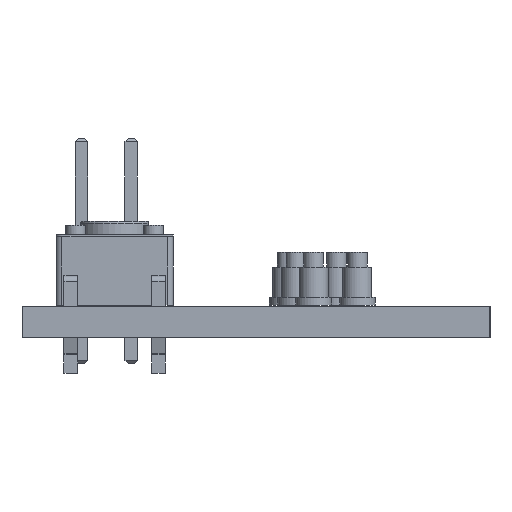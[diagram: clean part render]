
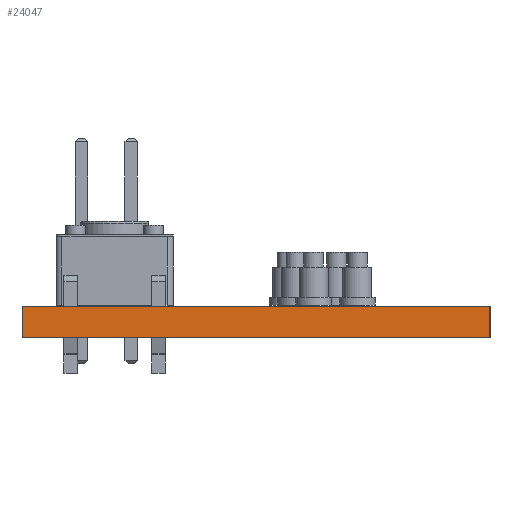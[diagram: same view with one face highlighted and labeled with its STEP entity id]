
A CAD part, left-side view. The second image highlights one B-rep face of the part: STEP entity #24047.
In plain terms, the highlighted planar face has unit normal (-1, 0, 0).
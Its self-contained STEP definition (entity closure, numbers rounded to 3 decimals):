
#24047 = ADVANCED_FACE('',(#24048),#24062,.T.);
#24048 = FACE_BOUND('',#24049,.T.);
#24049 = EDGE_LOOP('',(#24050,#24085,#24113,#24141));
#24050 = ORIENTED_EDGE('',*,*,#24051,.T.);
#24051 = EDGE_CURVE('',#24052,#24054,#24056,.T.);
#24052 = VERTEX_POINT('',#24053);
#24053 = CARTESIAN_POINT('',(-23.5,-12.,0.));
#24054 = VERTEX_POINT('',#24055);
#24055 = CARTESIAN_POINT('',(-23.5,-12.,1.6));
#24056 = SURFACE_CURVE('',#24057,(#24061,#24073),.PCURVE_S1.);
#24057 = LINE('',#24058,#24059);
#24058 = CARTESIAN_POINT('',(-23.5,-12.,0.));
#24059 = VECTOR('',#24060,1.);
#24060 = DIRECTION('',(0.,0.,1.));
#24061 = PCURVE('',#24062,#24067);
#24062 = PLANE('',#24063);
#24063 = AXIS2_PLACEMENT_3D('',#24064,#24065,#24066);
#24064 = CARTESIAN_POINT('',(-23.5,-12.,0.));
#24065 = DIRECTION('',(-1.,0.,0.));
#24066 = DIRECTION('',(0.,1.,0.));
#24067 = DEFINITIONAL_REPRESENTATION('',(#24068),#24072);
#24068 = LINE('',#24069,#24070);
#24069 = CARTESIAN_POINT('',(0.,0.));
#24070 = VECTOR('',#24071,1.);
#24071 = DIRECTION('',(0.,-1.));
#24072 = ( GEOMETRIC_REPRESENTATION_CONTEXT(2) 
PARAMETRIC_REPRESENTATION_CONTEXT() REPRESENTATION_CONTEXT('2D SPACE',''
  ) );
#24073 = PCURVE('',#24074,#24079);
#24074 = PLANE('',#24075);
#24075 = AXIS2_PLACEMENT_3D('',#24076,#24077,#24078);
#24076 = CARTESIAN_POINT('',(23.5,-12.,0.));
#24077 = DIRECTION('',(0.,-1.,0.));
#24078 = DIRECTION('',(-1.,0.,0.));
#24079 = DEFINITIONAL_REPRESENTATION('',(#24080),#24084);
#24080 = LINE('',#24081,#24082);
#24081 = CARTESIAN_POINT('',(47.,0.));
#24082 = VECTOR('',#24083,1.);
#24083 = DIRECTION('',(0.,-1.));
#24084 = ( GEOMETRIC_REPRESENTATION_CONTEXT(2) 
PARAMETRIC_REPRESENTATION_CONTEXT() REPRESENTATION_CONTEXT('2D SPACE',''
  ) );
#24085 = ORIENTED_EDGE('',*,*,#24086,.T.);
#24086 = EDGE_CURVE('',#24054,#24087,#24089,.T.);
#24087 = VERTEX_POINT('',#24088);
#24088 = CARTESIAN_POINT('',(-23.5,12.,1.6));
#24089 = SURFACE_CURVE('',#24090,(#24094,#24101),.PCURVE_S1.);
#24090 = LINE('',#24091,#24092);
#24091 = CARTESIAN_POINT('',(-23.5,-12.,1.6));
#24092 = VECTOR('',#24093,1.);
#24093 = DIRECTION('',(0.,1.,0.));
#24094 = PCURVE('',#24062,#24095);
#24095 = DEFINITIONAL_REPRESENTATION('',(#24096),#24100);
#24096 = LINE('',#24097,#24098);
#24097 = CARTESIAN_POINT('',(0.,-1.6));
#24098 = VECTOR('',#24099,1.);
#24099 = DIRECTION('',(1.,0.));
#24100 = ( GEOMETRIC_REPRESENTATION_CONTEXT(2) 
PARAMETRIC_REPRESENTATION_CONTEXT() REPRESENTATION_CONTEXT('2D SPACE',''
  ) );
#24101 = PCURVE('',#24102,#24107);
#24102 = PLANE('',#24103);
#24103 = AXIS2_PLACEMENT_3D('',#24104,#24105,#24106);
#24104 = CARTESIAN_POINT('',(0.,0.,1.6));
#24105 = DIRECTION('',(-0.,-0.,-1.));
#24106 = DIRECTION('',(-1.,0.,0.));
#24107 = DEFINITIONAL_REPRESENTATION('',(#24108),#24112);
#24108 = LINE('',#24109,#24110);
#24109 = CARTESIAN_POINT('',(23.5,-12.));
#24110 = VECTOR('',#24111,1.);
#24111 = DIRECTION('',(0.,1.));
#24112 = ( GEOMETRIC_REPRESENTATION_CONTEXT(2) 
PARAMETRIC_REPRESENTATION_CONTEXT() REPRESENTATION_CONTEXT('2D SPACE',''
  ) );
#24113 = ORIENTED_EDGE('',*,*,#24114,.F.);
#24114 = EDGE_CURVE('',#24115,#24087,#24117,.T.);
#24115 = VERTEX_POINT('',#24116);
#24116 = CARTESIAN_POINT('',(-23.5,12.,0.));
#24117 = SURFACE_CURVE('',#24118,(#24122,#24129),.PCURVE_S1.);
#24118 = LINE('',#24119,#24120);
#24119 = CARTESIAN_POINT('',(-23.5,12.,0.));
#24120 = VECTOR('',#24121,1.);
#24121 = DIRECTION('',(0.,0.,1.));
#24122 = PCURVE('',#24062,#24123);
#24123 = DEFINITIONAL_REPRESENTATION('',(#24124),#24128);
#24124 = LINE('',#24125,#24126);
#24125 = CARTESIAN_POINT('',(24.,0.));
#24126 = VECTOR('',#24127,1.);
#24127 = DIRECTION('',(0.,-1.));
#24128 = ( GEOMETRIC_REPRESENTATION_CONTEXT(2) 
PARAMETRIC_REPRESENTATION_CONTEXT() REPRESENTATION_CONTEXT('2D SPACE',''
  ) );
#24129 = PCURVE('',#24130,#24135);
#24130 = PLANE('',#24131);
#24131 = AXIS2_PLACEMENT_3D('',#24132,#24133,#24134);
#24132 = CARTESIAN_POINT('',(-23.5,12.,0.));
#24133 = DIRECTION('',(0.,1.,0.));
#24134 = DIRECTION('',(1.,0.,0.));
#24135 = DEFINITIONAL_REPRESENTATION('',(#24136),#24140);
#24136 = LINE('',#24137,#24138);
#24137 = CARTESIAN_POINT('',(0.,0.));
#24138 = VECTOR('',#24139,1.);
#24139 = DIRECTION('',(0.,-1.));
#24140 = ( GEOMETRIC_REPRESENTATION_CONTEXT(2) 
PARAMETRIC_REPRESENTATION_CONTEXT() REPRESENTATION_CONTEXT('2D SPACE',''
  ) );
#24141 = ORIENTED_EDGE('',*,*,#24142,.F.);
#24142 = EDGE_CURVE('',#24052,#24115,#24143,.T.);
#24143 = SURFACE_CURVE('',#24144,(#24148,#24155),.PCURVE_S1.);
#24144 = LINE('',#24145,#24146);
#24145 = CARTESIAN_POINT('',(-23.5,-12.,0.));
#24146 = VECTOR('',#24147,1.);
#24147 = DIRECTION('',(0.,1.,0.));
#24148 = PCURVE('',#24062,#24149);
#24149 = DEFINITIONAL_REPRESENTATION('',(#24150),#24154);
#24150 = LINE('',#24151,#24152);
#24151 = CARTESIAN_POINT('',(0.,0.));
#24152 = VECTOR('',#24153,1.);
#24153 = DIRECTION('',(1.,0.));
#24154 = ( GEOMETRIC_REPRESENTATION_CONTEXT(2) 
PARAMETRIC_REPRESENTATION_CONTEXT() REPRESENTATION_CONTEXT('2D SPACE',''
  ) );
#24155 = PCURVE('',#24156,#24161);
#24156 = PLANE('',#24157);
#24157 = AXIS2_PLACEMENT_3D('',#24158,#24159,#24160);
#24158 = CARTESIAN_POINT('',(0.,0.,0.));
#24159 = DIRECTION('',(-0.,-0.,-1.));
#24160 = DIRECTION('',(-1.,0.,0.));
#24161 = DEFINITIONAL_REPRESENTATION('',(#24162),#24166);
#24162 = LINE('',#24163,#24164);
#24163 = CARTESIAN_POINT('',(23.5,-12.));
#24164 = VECTOR('',#24165,1.);
#24165 = DIRECTION('',(0.,1.));
#24166 = ( GEOMETRIC_REPRESENTATION_CONTEXT(2) 
PARAMETRIC_REPRESENTATION_CONTEXT() REPRESENTATION_CONTEXT('2D SPACE',''
  ) );
